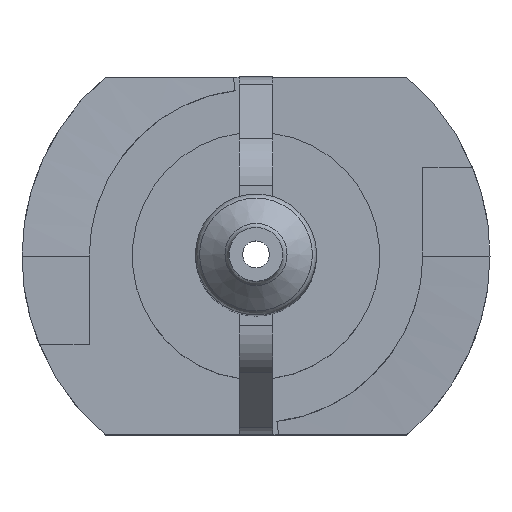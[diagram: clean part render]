
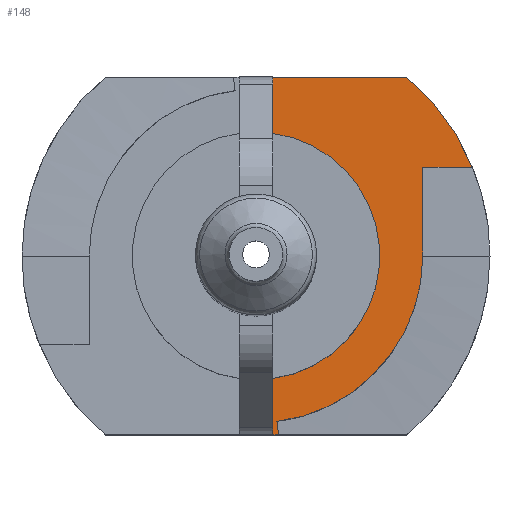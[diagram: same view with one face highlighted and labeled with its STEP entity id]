
A CAD part, top view. The second image highlights one B-rep face of the part: STEP entity #148.
In plain terms, the highlighted planar face has unit normal (0, 0, 1).
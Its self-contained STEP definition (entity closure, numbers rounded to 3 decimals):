
#148 = ADVANCED_FACE( '', ( #309 ), #310, .F. );
#309 = FACE_OUTER_BOUND( '', #506, .T. );
#310 = PLANE( '', #507 );
#506 = EDGE_LOOP( '', ( #875, #876, #877, #878, #879, #880, #881, #882, #883, #884 ) );
#507 = AXIS2_PLACEMENT_3D( '', #885, #886, #887 );
#875 = ORIENTED_EDGE( '', *, *, #1013, .T. );
#876 = ORIENTED_EDGE( '', *, *, #1052, .T. );
#877 = ORIENTED_EDGE( '', *, *, #1102, .F. );
#878 = ORIENTED_EDGE( '', *, *, #1019, .T. );
#879 = ORIENTED_EDGE( '', *, *, #1084, .F. );
#880 = ORIENTED_EDGE( '', *, *, #1000, .T. );
#881 = ORIENTED_EDGE( '', *, *, #1095, .F. );
#882 = ORIENTED_EDGE( '', *, *, #1090, .T. );
#883 = ORIENTED_EDGE( '', *, *, #1061, .F. );
#884 = ORIENTED_EDGE( '', *, *, #1031, .T. );
#885 = CARTESIAN_POINT( '', ( 8.7, 0., 2.8 ) );
#886 = DIRECTION( '', ( 0., 0., -1. ) );
#887 = DIRECTION( '', ( -1., 0., 0. ) );
#1000 = EDGE_CURVE( '', #1189, #1200, #1202, .T. );
#1013 = EDGE_CURVE( '', #1217, #1221, #1223, .F. );
#1019 = EDGE_CURVE( '', #1225, #1230, #1232, .T. );
#1031 = EDGE_CURVE( '', #1248, #1217, #1252, .T. );
#1052 = EDGE_CURVE( '', #1221, #1279, #1281, .T. );
#1061 = EDGE_CURVE( '', #1248, #1293, #1294, .T. );
#1084 = EDGE_CURVE( '', #1189, #1230, #1320, .T. );
#1090 = EDGE_CURVE( '', #1326, #1293, #1327, .T. );
#1095 = EDGE_CURVE( '', #1326, #1200, #1333, .T. );
#1102 = EDGE_CURVE( '', #1225, #1279, #1341, .T. );
#1189 = VERTEX_POINT( '', #1447 );
#1200 = VERTEX_POINT( '', #1462 );
#1202 = LINE( '', #1465, #1466 );
#1217 = VERTEX_POINT( '', #1486 );
#1221 = VERTEX_POINT( '', #1504 );
#1223 = CIRCLE( '', #1507, 6.2 );
#1225 = VERTEX_POINT( '', #1509 );
#1230 = VERTEX_POINT( '', #1525 );
#1232 = CIRCLE( '', #1528, 8.7 );
#1248 = VERTEX_POINT( '', #1546 );
#1252 = LINE( '', #1559, #1560 );
#1279 = VERTEX_POINT( '', #1610 );
#1281 = LINE( '', #1613, #1614 );
#1293 = VERTEX_POINT( '', #1627 );
#1294 = LINE( '', #1628, #1629 );
#1320 = LINE( '', #1681, #1682 );
#1326 = VERTEX_POINT( '', #1691 );
#1327 = LINE( '', #1692, #1693 );
#1333 = CIRCLE( '', #1701, 4.6 );
#1341 = LINE( '', #1709, #1710 );
#1447 = CARTESIAN_POINT( '', ( 0.625, 6.65, 2.8 ) );
#1462 = CARTESIAN_POINT( '', ( 0.625, 4.557, 2.8 ) );
#1465 = CARTESIAN_POINT( '', ( 0.625, 6.65, 2.8 ) );
#1466 = VECTOR( '', #1799, 1000. );
#1486 = CARTESIAN_POINT( '', ( 0.777, -6.151, 2.8 ) );
#1504 = CARTESIAN_POINT( '', ( 6.2, 0., 2.8 ) );
#1507 = AXIS2_PLACEMENT_3D( '', #1812, #1813, #1814 );
#1509 = CARTESIAN_POINT( '', ( 8.05, 3.3, 2.8 ) );
#1525 = CARTESIAN_POINT( '', ( 5.61, 6.65, 2.8 ) );
#1528 = AXIS2_PLACEMENT_3D( '', #1818, #1819, #1820 );
#1546 = CARTESIAN_POINT( '', ( 0.84, -6.65, 2.8 ) );
#1559 = CARTESIAN_POINT( '', ( 0.137, -1.082, 2.8 ) );
#1560 = VECTOR( '', #1836, 1000. );
#1610 = CARTESIAN_POINT( '', ( 6.2, 3.3, 2.8 ) );
#1613 = CARTESIAN_POINT( '', ( 6.2, 0., 2.8 ) );
#1614 = VECTOR( '', #1853, 1000. );
#1627 = CARTESIAN_POINT( '', ( 0.625, -6.65, 2.8 ) );
#1628 = CARTESIAN_POINT( '', ( 8.7, -6.65, 2.8 ) );
#1629 = VECTOR( '', #1864, 1000. );
#1681 = CARTESIAN_POINT( '', ( 8.7, 6.65, 2.8 ) );
#1682 = VECTOR( '', #1879, 1000. );
#1691 = CARTESIAN_POINT( '', ( 0.625, -4.557, 2.8 ) );
#1692 = CARTESIAN_POINT( '', ( 0.625, -4.5, 2.8 ) );
#1693 = VECTOR( '', #1883, 1000. );
#1701 = AXIS2_PLACEMENT_3D( '', #1889, #1890, #1891 );
#1709 = CARTESIAN_POINT( '', ( 8.7, 3.3, 2.8 ) );
#1710 = VECTOR( '', #1895, 1000. );
#1799 = DIRECTION( '', ( 0., -1., 0. ) );
#1812 = CARTESIAN_POINT( '', ( 0., 0., 2.8 ) );
#1813 = DIRECTION( '', ( 0., 0., -1. ) );
#1814 = DIRECTION( '', ( -1., 0., 0. ) );
#1818 = CARTESIAN_POINT( '', ( 0., 0., 2.8 ) );
#1819 = DIRECTION( '', ( 0., 0., 1. ) );
#1820 = DIRECTION( '', ( 1., 0., 0. ) );
#1836 = DIRECTION( '', ( -0.125, 0.992, 0. ) );
#1853 = DIRECTION( '', ( 0., 1., 0. ) );
#1864 = DIRECTION( '', ( -1., 0., 0. ) );
#1879 = DIRECTION( '', ( 1., 0., 0. ) );
#1883 = DIRECTION( '', ( 0., -1., 0. ) );
#1889 = CARTESIAN_POINT( '', ( 0., 0., 2.8 ) );
#1890 = DIRECTION( '', ( 0., 0., 1. ) );
#1891 = DIRECTION( '', ( 1., 0., 0. ) );
#1895 = DIRECTION( '', ( -1., 0., 0. ) );
